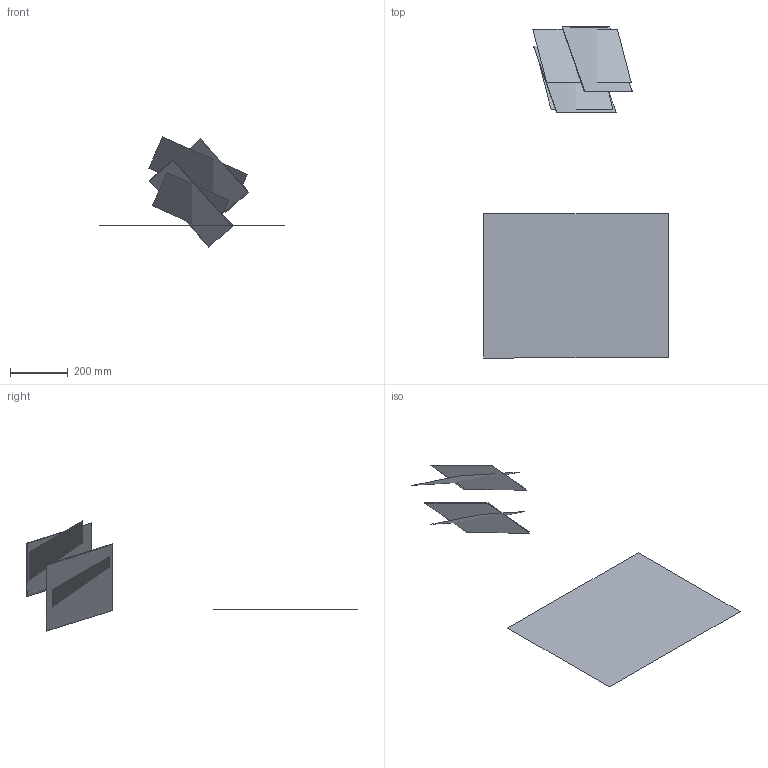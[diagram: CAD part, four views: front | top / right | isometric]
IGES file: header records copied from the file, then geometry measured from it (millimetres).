
Start section: This IGES file was produced by CAM2 Measure X
Global section: file name: 083109_grating_img_mirror_metrology..igs; native system: FARO CAM2 Measure X; preprocessor: Version 5.0 Build 61; author: FARO Technologies; organization: FARO Technologies Inc.; date: 20090831.140926; units: inch
Bounding box: 641.83 x 1154.01 x 383.57 mm (x, y, z)
Surface area: 725805.8 mm2 (no closed solid volume)
Topology: 0 solids, 0 shells, 7 faces, 37 edges, 40 vertices
Faces by surface type: plane 7
